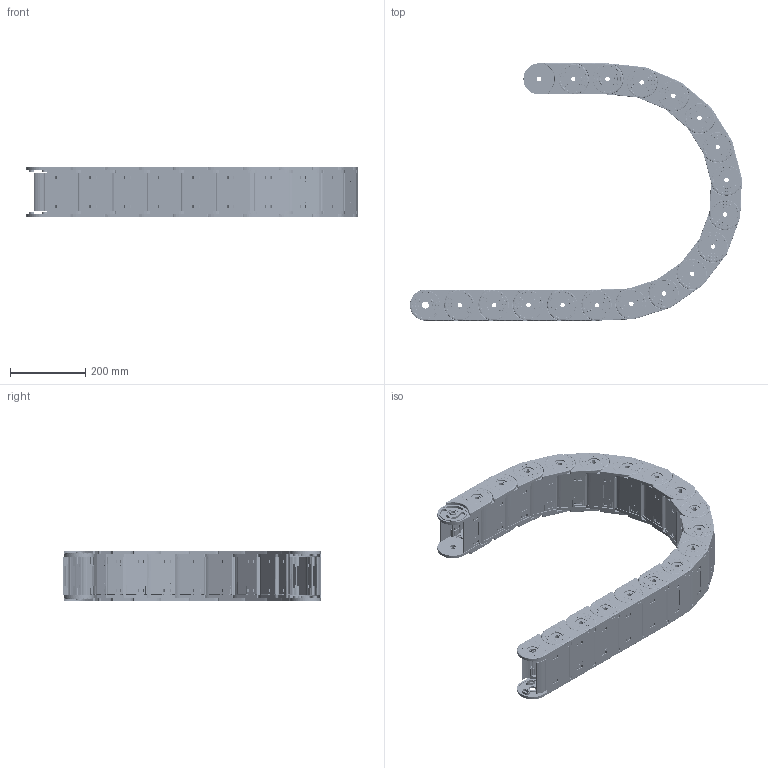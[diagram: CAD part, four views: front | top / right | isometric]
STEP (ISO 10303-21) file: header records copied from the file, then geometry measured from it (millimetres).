
FILE_DESCRIPTION (( 'STEP AP214' ), '1' );
FILE_NAME ('CK60-K100-R300.STEP', '2019-09-06T11:39:07', ( '' ), ( '' ), 'SwSTEP 2.0', 'SolidWorks 2017', '' );
FILE_SCHEMA (( 'AUTOMOTIVE_DESIGN' ));
Length unit declared in the file: millimetre
Products named in the file (2): CK60-K100-R300; CK60-K100
Assembly tree (18 placements, depth 2):
  CK60-K100-R300
    CK60-K100  x18
Bounding box: 880.59 x 682.4 x 133.06 mm (x, y, z)
Volume: 4404425 mm3; surface area: 2659161.5 mm2
Topology: 90 solids, 90 shells, 15984 faces, 42534 edges, 27936 vertices
Faces by surface type: plane 7128, cylinder 5040, bspline 3420, torus 360, cone 36
Entity records: 37171 total; most frequent: CARTESIAN_POINT 16415, ORIENTED_EDGE 4718, DIRECTION 3756, EDGE_CURVE 2359, VERTEX_POINT 1552, VECTOR 1314, LINE 1314, AXIS2_PLACEMENT_3D 1221
